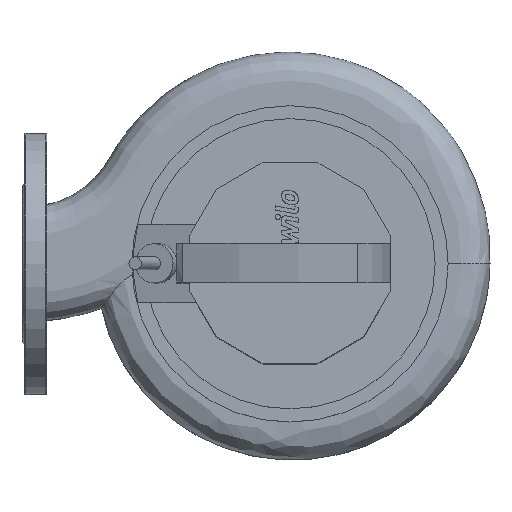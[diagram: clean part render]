
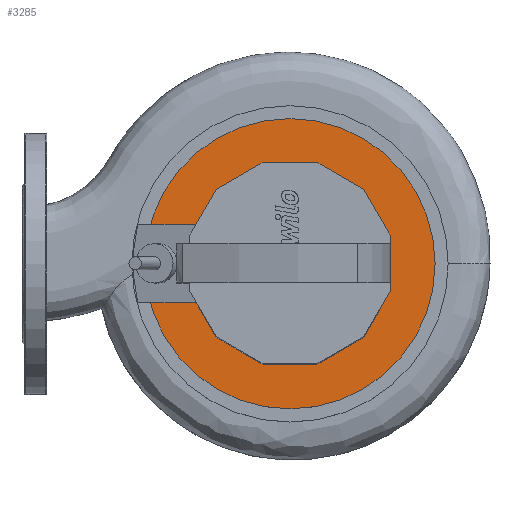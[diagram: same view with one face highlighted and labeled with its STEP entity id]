
A CAD part, top view. The second image highlights one B-rep face of the part: STEP entity #3285.
In plain terms, the highlighted planar face has unit normal (0, 0, 1).
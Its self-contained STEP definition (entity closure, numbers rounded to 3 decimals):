
#3127=CARTESIAN_POINT('',(316.0,0.,132.0));
#3128=VERTEX_POINT('',#3127);
#3144=CARTESIAN_POINT('',(94.,0.,132.0));
#3145=VERTEX_POINT('',#3144);
#3152=CARTESIAN_POINT('',(205.0,0.0,132.0));
#3153=DIRECTION('',(0.0,0.0,-1.0));
#3154=DIRECTION('',(1.0,0.0,0.0));
#3155=AXIS2_PLACEMENT_3D('',#3152,#3153,#3154);
#3156=CIRCLE('',#3155,111.);
#3157=EDGE_CURVE('',#3145,#3128,#3156,.T.);
#3270=CARTESIAN_POINT('',(260.5,0.,132.0));
#3271=DIRECTION('',(0.0,0.0,1.0));
#3272=DIRECTION('',(-1.0,0.0,0.0));
#3273=AXIS2_PLACEMENT_3D('',#3270,#3271,#3272);
#3274=PLANE('',#3273);
#3275=CARTESIAN_POINT('',(205.0,0.0,132.0));
#3276=DIRECTION('',(0.0,0.0,-1.0));
#3277=DIRECTION('',(1.0,0.0,0.0));
#3278=AXIS2_PLACEMENT_3D('',#3275,#3276,#3277);
#3279=CIRCLE('',#3278,111.);
#3280=EDGE_CURVE('',#3128,#3145,#3279,.T.);
#3281=ORIENTED_EDGE('',*,*,#3280,.F.);
#3282=ORIENTED_EDGE('',*,*,#3157,.F.);
#3283=EDGE_LOOP('',(#3281,#3282));
#3284=FACE_OUTER_BOUND('',#3283,.T.);
#3285=ADVANCED_FACE('',(#3284),#3274,.T.);
